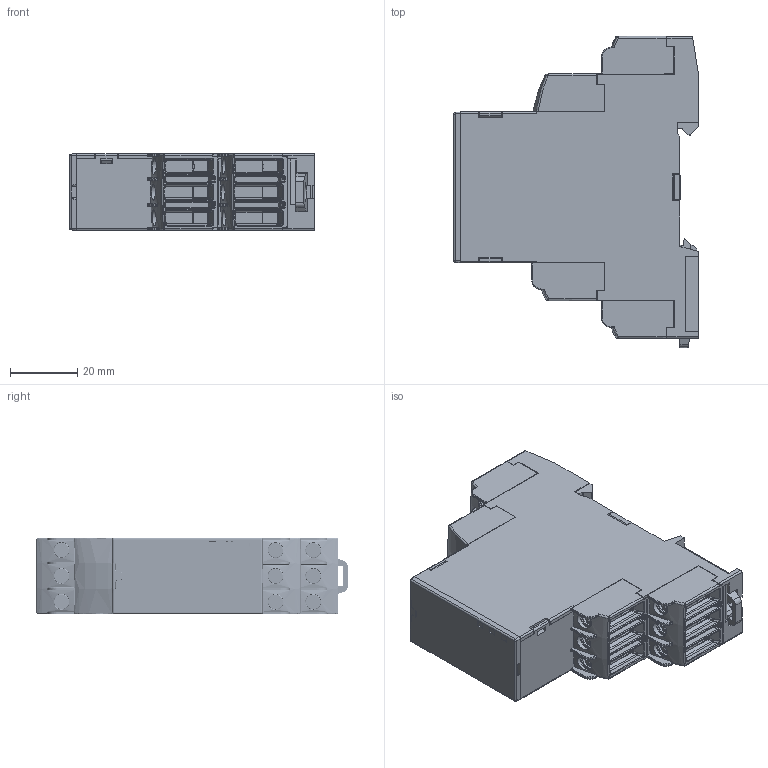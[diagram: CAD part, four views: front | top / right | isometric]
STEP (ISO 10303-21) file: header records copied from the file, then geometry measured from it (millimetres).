
FILE_DESCRIPTION(('STEP AP242'),'1');
FILE_NAME('renf22r2mmw.stp','2018-11-28T08:26:51',('TraceParts'),('TraceParts S.A.'),'Spatial InterOp 3D',' ',' ');
FILE_SCHEMA(('AP242_MANAGED_MODEL_BASED_3D_ENGINEERING_MIM_LF {1 0 10303 442 1 1 4}'));
Length unit declared in the file: millimetre
Products named in the file (1): renf22r2mmw_1
Bounding box: 73 x 92.85 x 22.91 mm (x, y, z)
Volume: 35589.9 mm3; surface area: 56088.5 mm2
Topology: 39 solids, 39 shells, 4937 faces, 13659 edges, 8809 vertices
Faces by surface type: plane 3176, cylinder 1164, bspline 252, torus 204, cone 103, sphere 38
Full cylindrical faces by diameter (mm): 3.2 x9, 4.55 x9, 4.75 x18
Entity records: 319455 total; most frequent: CARTESIAN_POINT 155246, ORIENTED_EDGE 27054, DIRECTION 24165, EDGE_CURVE 13527, LINE 9911, VECTOR 9911, VERTEX_POINT 8773, AXIS2_PLACEMENT_3D 7127
